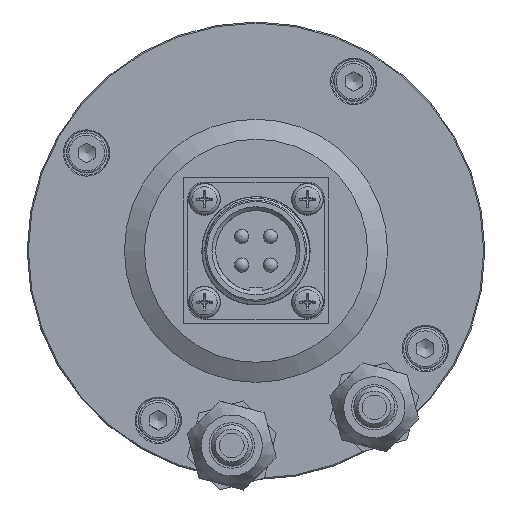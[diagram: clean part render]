
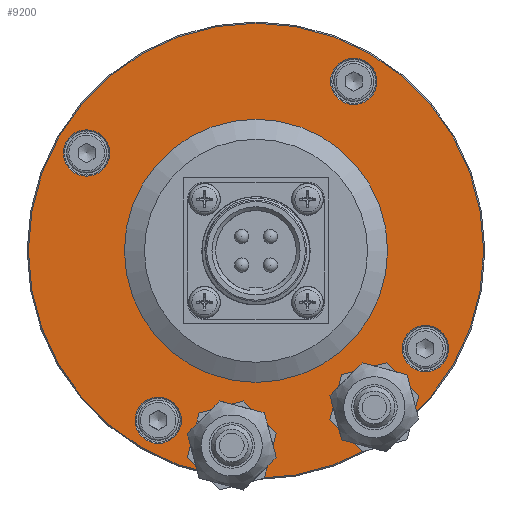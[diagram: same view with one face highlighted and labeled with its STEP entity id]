
A CAD part, left-side view. The second image highlights one B-rep face of the part: STEP entity #9200.
In plain terms, the highlighted face is planar.
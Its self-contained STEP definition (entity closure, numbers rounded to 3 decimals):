
#1472=PLANE('',#9798);
#2249=FACE_BOUND('',#3067,.T.);
#2250=FACE_BOUND('',#3068,.T.);
#2251=FACE_BOUND('',#3069,.T.);
#2252=FACE_BOUND('',#3070,.T.);
#2253=FACE_BOUND('',#3071,.T.);
#2254=FACE_BOUND('',#3072,.T.);
#2255=FACE_BOUND('',#3073,.T.);
#2485=FACE_OUTER_BOUND('',#3066,.T.);
#3066=EDGE_LOOP('',(#6563));
#3067=EDGE_LOOP('',(#6564));
#3068=EDGE_LOOP('',(#6565));
#3069=EDGE_LOOP('',(#6566));
#3070=EDGE_LOOP('',(#6567));
#3071=EDGE_LOOP('',(#6568));
#3072=EDGE_LOOP('',(#6569));
#3073=EDGE_LOOP('',(#6570));
#3866=CIRCLE('',#9797,4.05);
#3867=CIRCLE('',#9799,39.8);
#3868=CIRCLE('',#9800,4.05);
#3869=CIRCLE('',#9801,4.05);
#3870=CIRCLE('',#9802,4.2);
#3871=CIRCLE('',#9803,4.2);
#3872=CIRCLE('',#9804,23.);
#3873=CIRCLE('',#9805,4.05);
#4399=VERTEX_POINT('',#13616);
#4400=VERTEX_POINT('',#13619);
#4401=VERTEX_POINT('',#13621);
#4402=VERTEX_POINT('',#13623);
#4403=VERTEX_POINT('',#13625);
#4404=VERTEX_POINT('',#13627);
#4405=VERTEX_POINT('',#13629);
#4406=VERTEX_POINT('',#13631);
#5303=EDGE_CURVE('',#4399,#4399,#3866,.T.);
#5304=EDGE_CURVE('',#4400,#4400,#3867,.T.);
#5305=EDGE_CURVE('',#4401,#4401,#3868,.T.);
#5306=EDGE_CURVE('',#4402,#4402,#3869,.T.);
#5307=EDGE_CURVE('',#4403,#4403,#3870,.T.);
#5308=EDGE_CURVE('',#4404,#4404,#3871,.T.);
#5309=EDGE_CURVE('',#4405,#4405,#3872,.T.);
#5310=EDGE_CURVE('',#4406,#4406,#3873,.T.);
#6563=ORIENTED_EDGE('',*,*,#5304,.T.);
#6564=ORIENTED_EDGE('',*,*,#5305,.F.);
#6565=ORIENTED_EDGE('',*,*,#5306,.F.);
#6566=ORIENTED_EDGE('',*,*,#5307,.T.);
#6567=ORIENTED_EDGE('',*,*,#5308,.T.);
#6568=ORIENTED_EDGE('',*,*,#5309,.F.);
#6569=ORIENTED_EDGE('',*,*,#5310,.F.);
#6570=ORIENTED_EDGE('',*,*,#5303,.F.);
#9200=ADVANCED_FACE('',(#2485,#2249,#2250,#2251,#2252,#2253,#2254,#2255),
#1472,.T.);
#9797=AXIS2_PLACEMENT_3D('',#13617,#10959,#10960);
#9798=AXIS2_PLACEMENT_3D('',#13618,#10961,#10962);
#9799=AXIS2_PLACEMENT_3D('',#13620,#10963,#10964);
#9800=AXIS2_PLACEMENT_3D('',#13622,#10965,#10966);
#9801=AXIS2_PLACEMENT_3D('',#13624,#10967,#10968);
#9802=AXIS2_PLACEMENT_3D('',#13626,#10969,#10970);
#9803=AXIS2_PLACEMENT_3D('',#13628,#10971,#10972);
#9804=AXIS2_PLACEMENT_3D('',#13630,#10973,#10974);
#9805=AXIS2_PLACEMENT_3D('',#13632,#10975,#10976);
#10959=DIRECTION('center_axis',(1.,0.,0.));
#10960=DIRECTION('ref_axis',(0.,0.,1.));
#10961=DIRECTION('center_axis',(1.,0.,0.));
#10962=DIRECTION('ref_axis',(0.,0.,-1.));
#10963=DIRECTION('center_axis',(1.,0.,0.));
#10964=DIRECTION('ref_axis',(0.,0.,-1.));
#10965=DIRECTION('center_axis',(1.,0.,0.));
#10966=DIRECTION('ref_axis',(0.,0.,1.));
#10967=DIRECTION('center_axis',(1.,0.,0.));
#10968=DIRECTION('ref_axis',(0.,0.,1.));
#10969=DIRECTION('center_axis',(-1.,0.,0.));
#10970=DIRECTION('ref_axis',(0.,0.,1.));
#10971=DIRECTION('center_axis',(-1.,0.,0.));
#10972=DIRECTION('ref_axis',(0.,0.,1.));
#10973=DIRECTION('center_axis',(1.,0.,0.));
#10974=DIRECTION('ref_axis',(0.,0.,-1.));
#10975=DIRECTION('center_axis',(1.,0.,0.));
#10976=DIRECTION('ref_axis',(0.,0.,1.));
#13616=CARTESIAN_POINT('',(214.,29.618,-21.15));
#13617=CARTESIAN_POINT('Origin',(214.,29.618,-17.1));
#13618=CARTESIAN_POINT('Origin',(214.,23.,0.));
#13619=CARTESIAN_POINT('',(214.,39.8,0.));
#13620=CARTESIAN_POINT('Origin',(214.,0.,0.));
#13621=CARTESIAN_POINT('',(214.,17.1,25.568));
#13622=CARTESIAN_POINT('Origin',(214.,17.1,29.618));
#13623=CARTESIAN_POINT('',(214.,-17.1,-33.668));
#13624=CARTESIAN_POINT('Origin',(214.,-17.1,-29.618));
#13625=CARTESIAN_POINT('',(214.,-20.69,23.157));
#13626=CARTESIAN_POINT('Origin',(214.,-20.69,27.357));
#13627=CARTESIAN_POINT('',(214.,4.24,29.837));
#13628=CARTESIAN_POINT('Origin',(214.,4.24,34.037));
#13629=CARTESIAN_POINT('',(214.,23.,0.));
#13630=CARTESIAN_POINT('Origin',(214.,0.,0.));
#13631=CARTESIAN_POINT('',(214.,-29.618,13.05));
#13632=CARTESIAN_POINT('Origin',(214.,-29.618,17.1));
